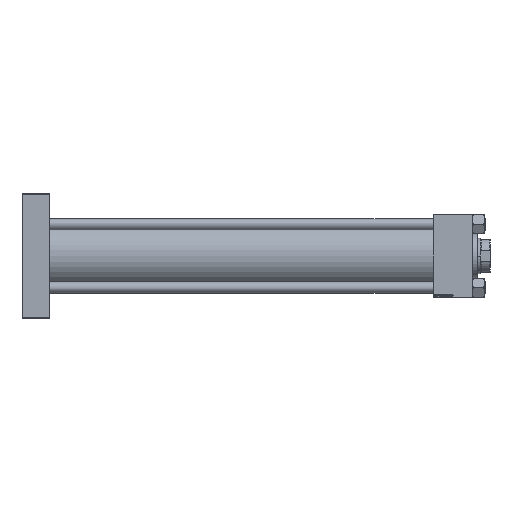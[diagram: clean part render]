
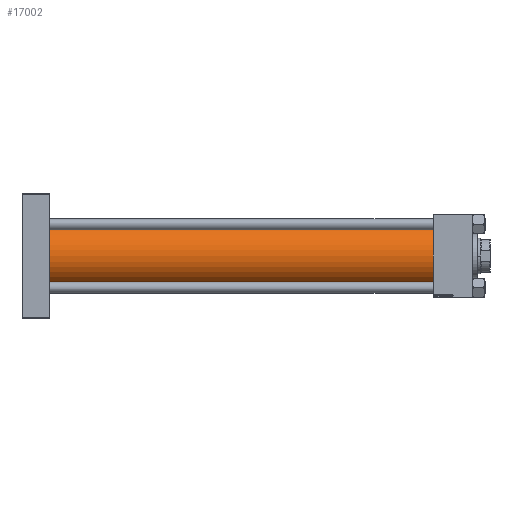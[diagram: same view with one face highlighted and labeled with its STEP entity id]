
A CAD part, front view. The second image highlights one B-rep face of the part: STEP entity #17002.
In plain terms, the highlighted cylindrical face has radius 65.5 mm (diameter 131 mm), a partial arc.
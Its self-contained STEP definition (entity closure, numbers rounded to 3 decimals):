
#427 = CIRCLE ( 'NONE', #22564, 65.5 ) ;
#3368 = EDGE_CURVE ( 'NONE', #4917, #25376, #31878, .T. ) ;
#4917 = VERTEX_POINT ( 'NONE', #19867 ) ;
#6007 = ORIENTED_EDGE ( 'NONE', *, *, #3368, .T. ) ;
#9825 = CARTESIAN_POINT ( 'NONE',  ( 55., 0., -65.5 ) ) ;
#9829 = ORIENTED_EDGE ( 'NONE', *, *, #45280, .F. ) ;
#9952 = DIRECTION ( 'NONE',  ( 0., 0., 1. ) ) ;
#11100 = VECTOR ( 'NONE', #22832, 1000. ) ;
#11320 = DIRECTION ( 'NONE',  ( -1., 0., 0. ) ) ;
#14198 = CARTESIAN_POINT ( 'NONE',  ( 819., 0., 0. ) ) ;
#17002 = ADVANCED_FACE ( 'NONE', ( #42652 ), #34428, .T. ) ;
#17794 = CARTESIAN_POINT ( 'NONE',  ( 819., 0., -65.5 ) ) ;
#17901 = EDGE_CURVE ( 'NONE', #4917, #37485, #427, .T. ) ;
#19867 = CARTESIAN_POINT ( 'NONE',  ( 819., 0., 65.5 ) ) ;
#20721 = ORIENTED_EDGE ( 'NONE', *, *, #42044, .T. ) ;
#22462 = DIRECTION ( 'NONE',  ( 0., 0., 1. ) ) ;
#22564 = AXIS2_PLACEMENT_3D ( 'NONE', #43548, #39572, #47015 ) ;
#22832 = DIRECTION ( 'NONE',  ( -1., 0., 0. ) ) ;
#23215 = CARTESIAN_POINT ( 'NONE',  ( 819., 0., -65.5 ) ) ;
#23362 = ORIENTED_EDGE ( 'NONE', *, *, #17901, .F. ) ;
#24205 = AXIS2_PLACEMENT_3D ( 'NONE', #14198, #46399, #9952 ) ;
#24311 = CIRCLE ( 'NONE', #48088, 65.5 ) ;
#25376 = VERTEX_POINT ( 'NONE', #51143 ) ;
#28209 = VERTEX_POINT ( 'NONE', #9825 ) ;
#29655 = CARTESIAN_POINT ( 'NONE',  ( 55., 0., 0. ) ) ;
#31498 = EDGE_LOOP ( 'NONE', ( #9829, #23362, #6007, #20721 ) ) ;
#31878 = LINE ( 'NONE', #48103, #11100 ) ;
#34428 = CYLINDRICAL_SURFACE ( 'NONE', #24205, 65.5 ) ;
#37485 = VERTEX_POINT ( 'NONE', #23215 ) ;
#39256 = LINE ( 'NONE', #17794, #46485 ) ;
#39572 = DIRECTION ( 'NONE',  ( 1., 0., 0. ) ) ;
#42044 = EDGE_CURVE ( 'NONE', #25376, #28209, #24311, .T. ) ;
#42652 = FACE_OUTER_BOUND ( 'NONE', #31498, .T. ) ;
#43548 = CARTESIAN_POINT ( 'NONE',  ( 819., 0., 0. ) ) ;
#45280 = EDGE_CURVE ( 'NONE', #37485, #28209, #39256, .T. ) ;
#46399 = DIRECTION ( 'NONE',  ( -1., 0., 0. ) ) ;
#46485 = VECTOR ( 'NONE', #11320, 1000. ) ;
#47015 = DIRECTION ( 'NONE',  ( 0., 0., -1. ) ) ;
#48088 = AXIS2_PLACEMENT_3D ( 'NONE', #29655, #50404, #22462 ) ;
#48103 = CARTESIAN_POINT ( 'NONE',  ( 819., 0., 65.5 ) ) ;
#50404 = DIRECTION ( 'NONE',  ( 1., 0., 0. ) ) ;
#51143 = CARTESIAN_POINT ( 'NONE',  ( 55., 0., 65.5 ) ) ;
